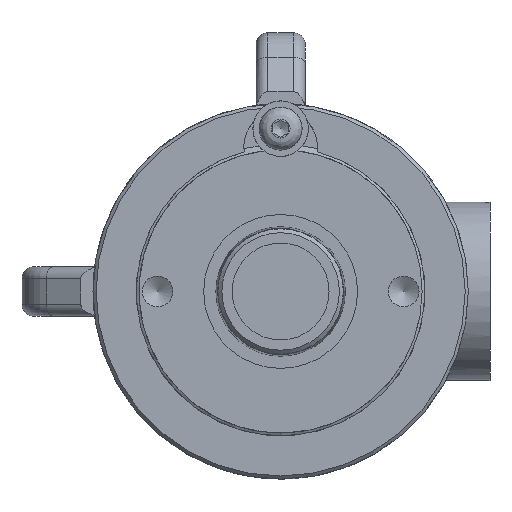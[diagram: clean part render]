
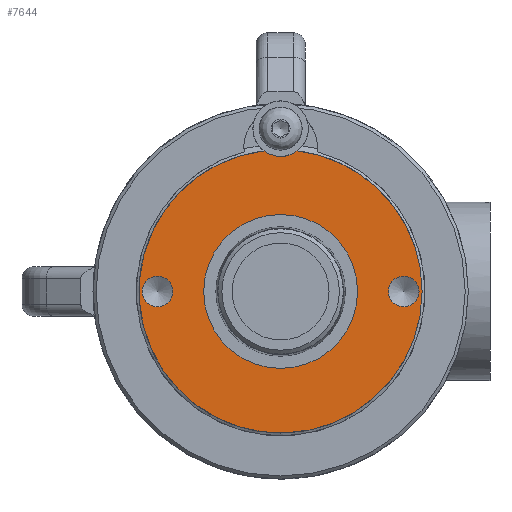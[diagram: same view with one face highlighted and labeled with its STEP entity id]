
A CAD part, left-side view. The second image highlights one B-rep face of the part: STEP entity #7644.
In plain terms, the highlighted planar face has unit normal (-1, 0, 0).
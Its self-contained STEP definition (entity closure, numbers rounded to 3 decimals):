
#711=FACE_BOUND('',#1984,.T.);
#712=FACE_BOUND('',#1985,.T.);
#713=FACE_BOUND('',#1986,.T.);
#996=PLANE('',#8236);
#1495=FACE_OUTER_BOUND('',#1983,.T.);
#1983=EDGE_LOOP('',(#7152,#7153,#7154));
#1984=EDGE_LOOP('',(#7155,#7156));
#1985=EDGE_LOOP('',(#7157,#7158));
#1986=EDGE_LOOP('',(#7159,#7160));
#2200=CIRCLE('',#8046,7.15);
#2309=CIRCLE('',#8237,36.5);
#2310=CIRCLE('',#8238,36.5);
#2311=CIRCLE('',#8239,3.95);
#2312=CIRCLE('',#8240,3.95);
#2313=CIRCLE('',#8241,3.95);
#2314=CIRCLE('',#8242,3.95);
#2315=CIRCLE('',#8243,19.85);
#2316=CIRCLE('',#8244,19.85);
#3689=VERTEX_POINT('',#61368);
#3691=VERTEX_POINT('',#61371);
#3818=VERTEX_POINT('',#63492);
#3819=VERTEX_POINT('',#63495);
#3820=VERTEX_POINT('',#63496);
#3821=VERTEX_POINT('',#63499);
#3822=VERTEX_POINT('',#63500);
#3823=VERTEX_POINT('',#63503);
#3824=VERTEX_POINT('',#63504);
#4717=EDGE_CURVE('',#3691,#3689,#2200,.T.);
#4935=EDGE_CURVE('',#3818,#3689,#2309,.T.);
#4936=EDGE_CURVE('',#3691,#3818,#2310,.T.);
#4937=EDGE_CURVE('',#3819,#3820,#2311,.T.);
#4938=EDGE_CURVE('',#3820,#3819,#2312,.T.);
#4939=EDGE_CURVE('',#3821,#3822,#2313,.T.);
#4940=EDGE_CURVE('',#3822,#3821,#2314,.T.);
#4941=EDGE_CURVE('',#3823,#3824,#2315,.T.);
#4942=EDGE_CURVE('',#3824,#3823,#2316,.T.);
#7152=ORIENTED_EDGE('',*,*,#4717,.T.);
#7153=ORIENTED_EDGE('',*,*,#4935,.F.);
#7154=ORIENTED_EDGE('',*,*,#4936,.F.);
#7155=ORIENTED_EDGE('',*,*,#4937,.T.);
#7156=ORIENTED_EDGE('',*,*,#4938,.T.);
#7157=ORIENTED_EDGE('',*,*,#4939,.T.);
#7158=ORIENTED_EDGE('',*,*,#4940,.T.);
#7159=ORIENTED_EDGE('',*,*,#4941,.T.);
#7160=ORIENTED_EDGE('',*,*,#4942,.T.);
#7644=ADVANCED_FACE('',(#1495,#711,#712,#713),#996,.T.);
#8046=AXIS2_PLACEMENT_3D('',#61372,#9335,#9336);
#8236=AXIS2_PLACEMENT_3D('',#63491,#9758,#9759);
#8237=AXIS2_PLACEMENT_3D('',#63493,#9760,#9761);
#8238=AXIS2_PLACEMENT_3D('',#63494,#9762,#9763);
#8239=AXIS2_PLACEMENT_3D('',#63497,#9764,#9765);
#8240=AXIS2_PLACEMENT_3D('',#63498,#9766,#9767);
#8241=AXIS2_PLACEMENT_3D('',#63501,#9768,#9769);
#8242=AXIS2_PLACEMENT_3D('',#63502,#9770,#9771);
#8243=AXIS2_PLACEMENT_3D('',#63505,#9772,#9773);
#8244=AXIS2_PLACEMENT_3D('',#63506,#9774,#9775);
#9335=DIRECTION('center_axis',(1.,0.,0.));
#9336=DIRECTION('ref_axis',(0.,-1.,0.));
#9758=DIRECTION('center_axis',(-1.,0.,0.));
#9759=DIRECTION('ref_axis',(0.,0.,1.));
#9760=DIRECTION('center_axis',(1.,0.,0.));
#9761=DIRECTION('ref_axis',(0.,1.,0.));
#9762=DIRECTION('center_axis',(1.,0.,0.));
#9763=DIRECTION('ref_axis',(0.,1.,0.));
#9764=DIRECTION('center_axis',(1.,0.,0.));
#9765=DIRECTION('ref_axis',(0.,0.,1.));
#9766=DIRECTION('center_axis',(1.,0.,0.));
#9767=DIRECTION('ref_axis',(0.,0.,1.));
#9768=DIRECTION('center_axis',(1.,0.,0.));
#9769=DIRECTION('ref_axis',(0.,0.,1.));
#9770=DIRECTION('center_axis',(1.,0.,0.));
#9771=DIRECTION('ref_axis',(0.,0.,1.));
#9772=DIRECTION('center_axis',(1.,0.,0.));
#9773=DIRECTION('ref_axis',(0.,-1.,0.));
#9774=DIRECTION('center_axis',(1.,0.,0.));
#9775=DIRECTION('ref_axis',(0.,-1.,0.));
#61368=CARTESIAN_POINT('',(1.9,4.252,36.252));
#61371=CARTESIAN_POINT('',(1.9,-4.252,36.252));
#61372=CARTESIAN_POINT('Origin',(1.9,0.,42.));
#63491=CARTESIAN_POINT('Origin',(1.9,18.25,0.));
#63492=CARTESIAN_POINT('',(1.9,-36.5,0.));
#63493=CARTESIAN_POINT('Origin',(1.9,0.,0.));
#63494=CARTESIAN_POINT('Origin',(1.9,0.,0.));
#63495=CARTESIAN_POINT('',(1.9,31.75,3.95));
#63496=CARTESIAN_POINT('',(1.9,31.75,-3.95));
#63497=CARTESIAN_POINT('Origin',(1.9,31.75,0.));
#63498=CARTESIAN_POINT('Origin',(1.9,31.75,0.));
#63499=CARTESIAN_POINT('',(1.9,-31.75,3.95));
#63500=CARTESIAN_POINT('',(1.9,-31.75,-3.95));
#63501=CARTESIAN_POINT('Origin',(1.9,-31.75,0.));
#63502=CARTESIAN_POINT('Origin',(1.9,-31.75,0.));
#63503=CARTESIAN_POINT('',(1.9,-19.85,0.));
#63504=CARTESIAN_POINT('',(1.9,19.85,0.));
#63505=CARTESIAN_POINT('Origin',(1.9,0.,0.));
#63506=CARTESIAN_POINT('Origin',(1.9,0.,0.));
